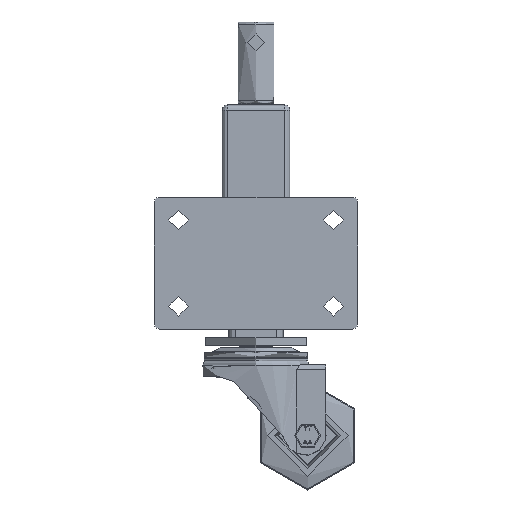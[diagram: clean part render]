
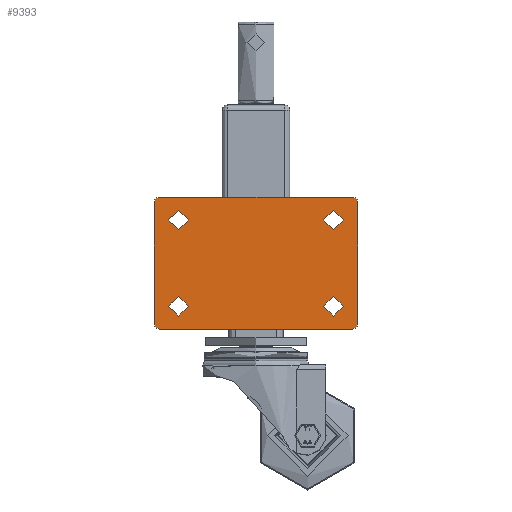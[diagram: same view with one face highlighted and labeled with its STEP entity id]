
A CAD part, front view. The second image highlights one B-rep face of the part: STEP entity #9393.
In plain terms, the highlighted planar face has unit normal (0, -1, 0).
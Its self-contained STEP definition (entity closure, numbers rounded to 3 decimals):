
#962=FACE_BOUND('',#3227,.T.);
#963=FACE_BOUND('',#3228,.T.);
#964=FACE_BOUND('',#3229,.T.);
#965=FACE_BOUND('',#3230,.T.);
#1037=PLANE('',#10335);
#1237=LINE('',#14914,#1780);
#1242=LINE('',#14921,#1785);
#1243=LINE('',#14923,#1786);
#1244=LINE('',#14925,#1787);
#1780=VECTOR('',#11560,1000.);
#1785=VECTOR('',#11569,1000.);
#1786=VECTOR('',#11572,1000.);
#1787=VECTOR('',#11575,1000.);
#2639=FACE_OUTER_BOUND('',#3226,.T.);
#3226=EDGE_LOOP('',(#6836,#6837,#6838,#6839,#6840,#6841,#6842,#6843));
#3227=EDGE_LOOP('',(#6844));
#3228=EDGE_LOOP('',(#6845));
#3229=EDGE_LOOP('',(#6846));
#3230=EDGE_LOOP('',(#6847));
#3831=CIRCLE('',#10308,7.25);
#3833=CIRCLE('',#10311,7.25);
#3835=CIRCLE('',#10314,7.25);
#3837=CIRCLE('',#10317,7.25);
#3839=CIRCLE('',#10320,4.);
#3841=CIRCLE('',#10323,4.);
#3843=CIRCLE('',#10326,4.);
#3845=CIRCLE('',#10329,4.);
#4191=VERTEX_POINT('',#14856);
#4193=VERTEX_POINT('',#14862);
#4195=VERTEX_POINT('',#14868);
#4197=VERTEX_POINT('',#14874);
#4200=VERTEX_POINT('',#14881);
#4201=VERTEX_POINT('',#14883);
#4204=VERTEX_POINT('',#14890);
#4205=VERTEX_POINT('',#14892);
#4208=VERTEX_POINT('',#14899);
#4209=VERTEX_POINT('',#14901);
#4212=VERTEX_POINT('',#14908);
#4213=VERTEX_POINT('',#14910);
#5177=EDGE_CURVE('',#4191,#4191,#3831,.T.);
#5180=EDGE_CURVE('',#4193,#4193,#3833,.T.);
#5183=EDGE_CURVE('',#4195,#4195,#3835,.T.);
#5186=EDGE_CURVE('',#4197,#4197,#3837,.T.);
#5189=EDGE_CURVE('',#4200,#4201,#3839,.T.);
#5193=EDGE_CURVE('',#4204,#4205,#3841,.T.);
#5197=EDGE_CURVE('',#4208,#4209,#3843,.T.);
#5201=EDGE_CURVE('',#4212,#4213,#3845,.T.);
#5203=EDGE_CURVE('',#4213,#4208,#1237,.T.);
#5208=EDGE_CURVE('',#4209,#4200,#1242,.T.);
#5209=EDGE_CURVE('',#4201,#4204,#1243,.T.);
#5210=EDGE_CURVE('',#4205,#4212,#1244,.T.);
#6836=ORIENTED_EDGE('',*,*,#5201,.F.);
#6837=ORIENTED_EDGE('',*,*,#5210,.F.);
#6838=ORIENTED_EDGE('',*,*,#5193,.F.);
#6839=ORIENTED_EDGE('',*,*,#5209,.F.);
#6840=ORIENTED_EDGE('',*,*,#5189,.F.);
#6841=ORIENTED_EDGE('',*,*,#5208,.F.);
#6842=ORIENTED_EDGE('',*,*,#5197,.F.);
#6843=ORIENTED_EDGE('',*,*,#5203,.F.);
#6844=ORIENTED_EDGE('',*,*,#5177,.F.);
#6845=ORIENTED_EDGE('',*,*,#5180,.F.);
#6846=ORIENTED_EDGE('',*,*,#5183,.F.);
#6847=ORIENTED_EDGE('',*,*,#5186,.F.);
#9393=ADVANCED_FACE('',(#2639,#962,#963,#964,#965),#1037,.T.);
#10308=AXIS2_PLACEMENT_3D('',#14858,#11503,#11504);
#10311=AXIS2_PLACEMENT_3D('',#14864,#11510,#11511);
#10314=AXIS2_PLACEMENT_3D('',#14870,#11517,#11518);
#10317=AXIS2_PLACEMENT_3D('',#14876,#11524,#11525);
#10320=AXIS2_PLACEMENT_3D('',#14884,#11531,#11532);
#10323=AXIS2_PLACEMENT_3D('',#14893,#11539,#11540);
#10326=AXIS2_PLACEMENT_3D('',#14902,#11547,#11548);
#10329=AXIS2_PLACEMENT_3D('',#14911,#11555,#11556);
#10335=AXIS2_PLACEMENT_3D('',#14926,#11576,#11577);
#11503=DIRECTION('center_axis',(0.,-1.,0.));
#11504=DIRECTION('ref_axis',(1.,0.,0.));
#11510=DIRECTION('center_axis',(0.,-1.,0.));
#11511=DIRECTION('ref_axis',(1.,0.,0.));
#11517=DIRECTION('center_axis',(0.,-1.,0.));
#11518=DIRECTION('ref_axis',(1.,0.,0.));
#11524=DIRECTION('center_axis',(0.,-1.,0.));
#11525=DIRECTION('ref_axis',(1.,0.,0.));
#11531=DIRECTION('center_axis',(0.,1.,0.));
#11532=DIRECTION('ref_axis',(-0.707,0.,-0.707));
#11539=DIRECTION('center_axis',(0.,1.,0.));
#11540=DIRECTION('ref_axis',(-0.707,0.,0.707));
#11547=DIRECTION('center_axis',(0.,1.,0.));
#11548=DIRECTION('ref_axis',(0.707,0.,-0.707));
#11555=DIRECTION('center_axis',(0.,1.,0.));
#11556=DIRECTION('ref_axis',(0.707,0.,0.707));
#11560=DIRECTION('',(0.,0.,-1.));
#11569=DIRECTION('',(-1.,0.,0.));
#11572=DIRECTION('',(0.,0.,1.));
#11575=DIRECTION('',(1.,0.,0.));
#11576=DIRECTION('center_axis',(0.,-1.,0.));
#11577=DIRECTION('ref_axis',(1.,0.,0.));
#14856=CARTESIAN_POINT('',(-64.25,-3.,-28.75));
#14858=CARTESIAN_POINT('Origin',(-57.,-3.,-28.75));
#14862=CARTESIAN_POINT('',(49.75,-3.,-28.75));
#14864=CARTESIAN_POINT('Origin',(57.,-3.,-28.75));
#14868=CARTESIAN_POINT('',(49.75,-3.,34.75));
#14870=CARTESIAN_POINT('Origin',(57.,-3.,34.75));
#14874=CARTESIAN_POINT('',(-64.25,-3.,34.75));
#14876=CARTESIAN_POINT('Origin',(-57.,-3.,34.75));
#14881=CARTESIAN_POINT('',(-71.,-3.,-45.5));
#14883=CARTESIAN_POINT('',(-75.,-3.,-41.5));
#14884=CARTESIAN_POINT('Origin',(-71.,-3.,-41.5));
#14890=CARTESIAN_POINT('',(-75.,-3.,47.5));
#14892=CARTESIAN_POINT('',(-71.,-3.,51.5));
#14893=CARTESIAN_POINT('Origin',(-71.,-3.,47.5));
#14899=CARTESIAN_POINT('',(75.,-3.,-41.5));
#14901=CARTESIAN_POINT('',(71.,-3.,-45.5));
#14902=CARTESIAN_POINT('Origin',(71.,-3.,-41.5));
#14908=CARTESIAN_POINT('',(71.,-3.,51.5));
#14910=CARTESIAN_POINT('',(75.,-3.,47.5));
#14911=CARTESIAN_POINT('Origin',(71.,-3.,47.5));
#14914=CARTESIAN_POINT('',(75.,-3.,51.5));
#14921=CARTESIAN_POINT('',(75.,-3.,-45.5));
#14923=CARTESIAN_POINT('',(-75.,-3.,-45.5));
#14925=CARTESIAN_POINT('',(-75.,-3.,51.5));
#14926=CARTESIAN_POINT('Origin',(0.,-3.,3.));
